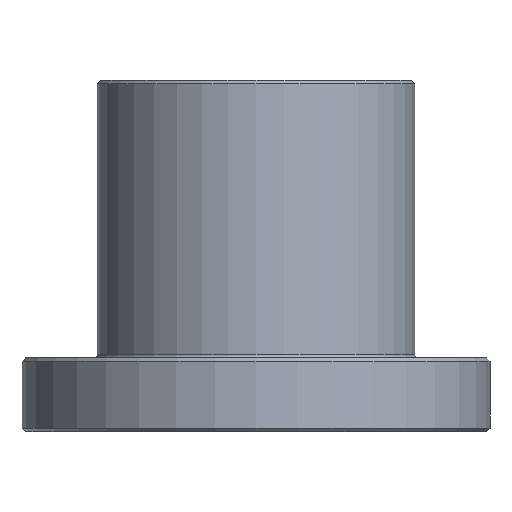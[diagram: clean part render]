
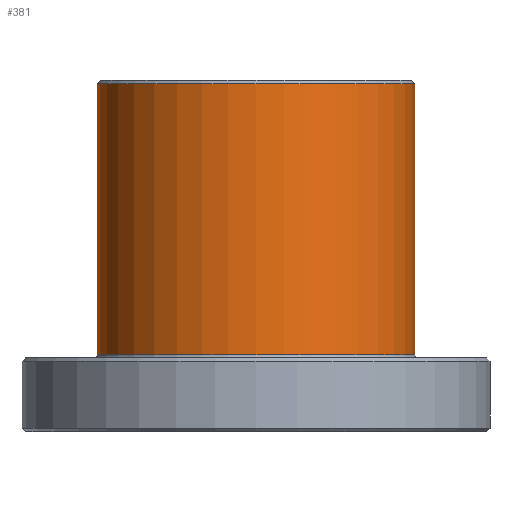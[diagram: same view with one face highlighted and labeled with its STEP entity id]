
A CAD part, front view. The second image highlights one B-rep face of the part: STEP entity #381.
In plain terms, the highlighted cylindrical face has radius 47.5 mm (diameter 95 mm), a partial arc.
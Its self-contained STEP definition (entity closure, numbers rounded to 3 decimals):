
#6 = CIRCLE ( 'NONE', #1013, 47.5 ) ;
#10 = ORIENTED_EDGE ( 'NONE', *, *, #1009, .T. ) ;
#25 = EDGE_LOOP ( 'NONE', ( #865, #772, #436, #10 ) ) ;
#39 = EDGE_CURVE ( 'NONE', #98, #433, #884, .T. ) ;
#95 = DIRECTION ( 'NONE',  ( -1., 0., 0. ) ) ;
#98 = VERTEX_POINT ( 'NONE', #571 ) ;
#136 = AXIS2_PLACEMENT_3D ( 'NONE', #808, #363, #268 ) ;
#151 = VERTEX_POINT ( 'NONE', #515 ) ;
#156 = CARTESIAN_POINT ( 'NONE',  ( 0., 0., -45.177 ) ) ;
#174 = DIRECTION ( 'NONE',  ( 0., 0., -1. ) ) ;
#214 = FACE_OUTER_BOUND ( 'NONE', #25, .T. ) ;
#227 = VERTEX_POINT ( 'NONE', #777 ) ;
#237 = DIRECTION ( 'NONE',  ( 1., 0., 0. ) ) ;
#268 = DIRECTION ( 'NONE',  ( 1., 0., 0. ) ) ;
#313 = CARTESIAN_POINT ( 'NONE',  ( 0., 0., 104. ) ) ;
#323 = AXIS2_PLACEMENT_3D ( 'NONE', #156, #174, #95 ) ;
#328 = DIRECTION ( 'NONE',  ( 0., 0., -1. ) ) ;
#363 = DIRECTION ( 'NONE',  ( 0., 0., 1. ) ) ;
#381 = ADVANCED_FACE ( 'NONE', ( #214 ), #1006, .T. ) ;
#409 = VECTOR ( 'NONE', #328, 1000. ) ;
#433 = VERTEX_POINT ( 'NONE', #716 ) ;
#436 = ORIENTED_EDGE ( 'NONE', *, *, #495, .T. ) ;
#492 = LINE ( 'NONE', #642, #748 ) ;
#495 = EDGE_CURVE ( 'NONE', #151, #227, #492, .T. ) ;
#515 = CARTESIAN_POINT ( 'NONE',  ( -47.5, 0., 104. ) ) ;
#571 = CARTESIAN_POINT ( 'NONE',  ( 47.5, 0., 104. ) ) ;
#625 = DIRECTION ( 'NONE',  ( 0., 0., -1. ) ) ;
#642 = CARTESIAN_POINT ( 'NONE',  ( -47.5, 0., -45.177 ) ) ;
#661 = CIRCLE ( 'NONE', #136, 47.5 ) ;
#716 = CARTESIAN_POINT ( 'NONE',  ( 47.5, 0., 23. ) ) ;
#748 = VECTOR ( 'NONE', #798, 1000. ) ;
#772 = ORIENTED_EDGE ( 'NONE', *, *, #979, .T. ) ;
#777 = CARTESIAN_POINT ( 'NONE',  ( -47.5, 0., 23. ) ) ;
#798 = DIRECTION ( 'NONE',  ( 0., 0., -1. ) ) ;
#808 = CARTESIAN_POINT ( 'NONE',  ( 0., 0., 23. ) ) ;
#865 = ORIENTED_EDGE ( 'NONE', *, *, #39, .F. ) ;
#884 = LINE ( 'NONE', #969, #409 ) ;
#969 = CARTESIAN_POINT ( 'NONE',  ( 47.5, 0., -45.177 ) ) ;
#979 = EDGE_CURVE ( 'NONE', #98, #151, #6, .T. ) ;
#1006 = CYLINDRICAL_SURFACE ( 'NONE', #323, 47.5 ) ;
#1009 = EDGE_CURVE ( 'NONE', #227, #433, #661, .T. ) ;
#1013 = AXIS2_PLACEMENT_3D ( 'NONE', #313, #625, #237 ) ;
